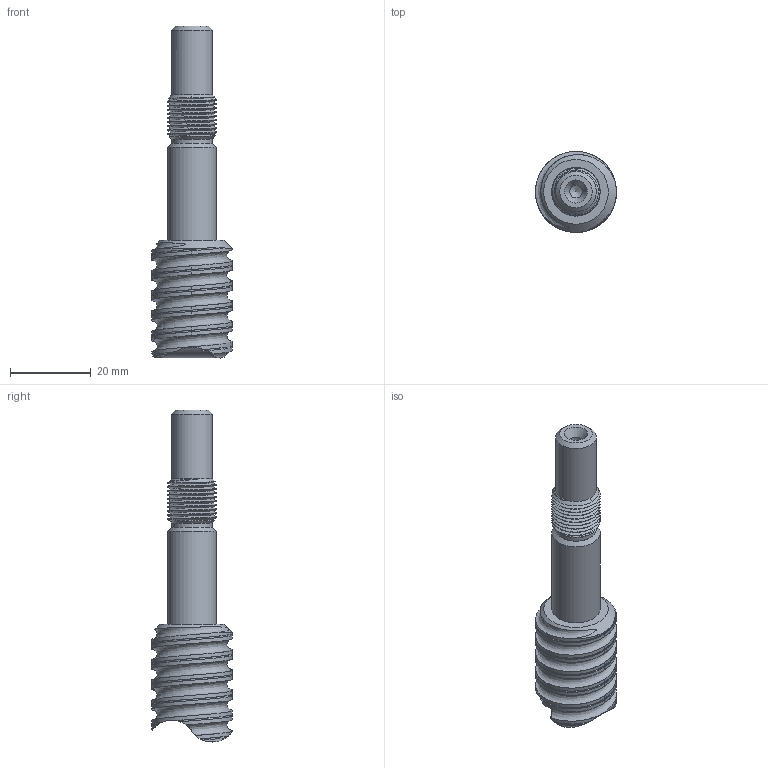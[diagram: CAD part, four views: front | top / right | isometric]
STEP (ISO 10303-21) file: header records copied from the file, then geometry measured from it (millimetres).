
FILE_DESCRIPTION(('HOOPS Exchange Step'),'2;1');
FILE_NAME('export-301E8BD7-D369-4B45-B74C-07944BB3453F.stp','2021-05-11T15:22:23+02:00',('Engineering'),('Alibre'),'HOOPS Exchange 2020.1','Alibre','Unknown authorisation');
FILE_SCHEMA( ('AP242_MANAGED_MODEL_BASED_3D_ENGINEERING_MIM_LF {1 0 10303 442 1 1 4 }') );
Length unit declared in the file: millimetre
Products named in the file (1): 8112 BK-FK 12 Ballscrew End Machining Fixed side
Bounding box: 20 x 20 x 82.06 mm (x, y, z)
Surface area: 4868.5 mm2 (no closed solid volume)
Topology: 0 solids, 35 shells, 49 faces, 216 edges, 191 vertices
Faces by surface type: cylinder 24, bspline 15, cone 7, plane 3
Full cylindrical faces by diameter (mm): 3.15 x1, 9.9 x1, 10 x1, 12 x1, 20 x8
Entity records: 31782 total; most frequent: CARTESIAN_POINT 30295, ORIENTED_EDGE 240, EDGE_CURVE 215, VERTEX_POINT 191, DIRECTION 186, B_SPLINE_CURVE_WITH_KNOTS 145, AXIS2_PLACEMENT_3D 80, EDGE_LOOP 52
